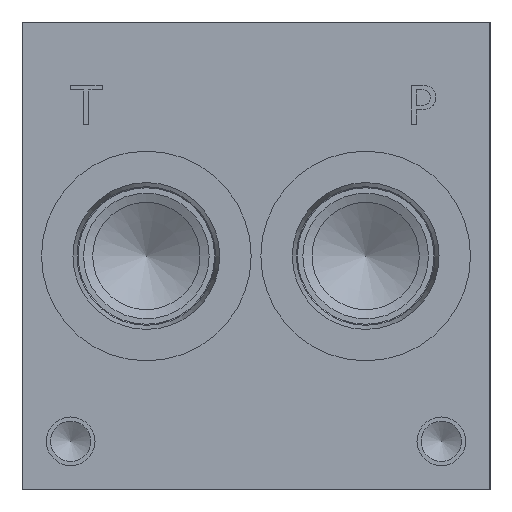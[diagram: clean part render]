
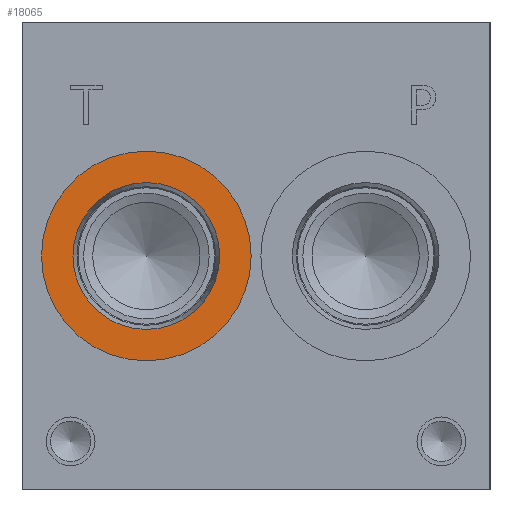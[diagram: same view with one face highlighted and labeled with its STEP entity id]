
A CAD part, left-side view. The second image highlights one B-rep face of the part: STEP entity #18065.
In plain terms, the highlighted planar face has unit normal (-1, 0, 0).
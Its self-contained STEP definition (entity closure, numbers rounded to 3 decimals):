
#388=CIRCLE('',#18920,17.069);
#389=CIRCLE('',#18921,17.069);
#390=CIRCLE('',#18923,11.951);
#391=CIRCLE('',#18924,11.951);
#950=FACE_BOUND('',#3429,.T.);
#2383=FACE_OUTER_BOUND('',#3428,.T.);
#3428=EDGE_LOOP('',(#14858,#14859));
#3429=EDGE_LOOP('',(#14860,#14861));
#8121=VERTEX_POINT('',#30511);
#8122=VERTEX_POINT('',#30513);
#8123=VERTEX_POINT('',#30517);
#8124=VERTEX_POINT('',#30518);
#10504=EDGE_CURVE('',#8121,#8122,#388,.T.);
#10505=EDGE_CURVE('',#8122,#8121,#389,.T.);
#10506=EDGE_CURVE('',#8123,#8124,#390,.T.);
#10507=EDGE_CURVE('',#8124,#8123,#391,.T.);
#14858=ORIENTED_EDGE('',*,*,#10505,.F.);
#14859=ORIENTED_EDGE('',*,*,#10504,.F.);
#14860=ORIENTED_EDGE('',*,*,#10506,.T.);
#14861=ORIENTED_EDGE('',*,*,#10507,.T.);
#16738=PLANE('',#18922);
#18065=ADVANCED_FACE('',(#2383,#950),#16738,.F.);
#18920=AXIS2_PLACEMENT_3D('',#30514,#22087,#22088);
#18921=AXIS2_PLACEMENT_3D('',#30515,#22089,#22090);
#18922=AXIS2_PLACEMENT_3D('',#30516,#22091,#22092);
#18923=AXIS2_PLACEMENT_3D('',#30519,#22093,#22094);
#18924=AXIS2_PLACEMENT_3D('',#30520,#22095,#22096);
#22087=DIRECTION('center_axis',(1.,0.,0.));
#22088=DIRECTION('ref_axis',(0.,0.,-1.));
#22089=DIRECTION('center_axis',(1.,0.,0.));
#22090=DIRECTION('ref_axis',(0.,0.,-1.));
#22091=DIRECTION('center_axis',(1.,0.,0.));
#22092=DIRECTION('ref_axis',(0.,0.,-1.));
#22093=DIRECTION('center_axis',(1.,0.,0.));
#22094=DIRECTION('ref_axis',(0.,0.,-1.));
#22095=DIRECTION('center_axis',(1.,0.,0.));
#22096=DIRECTION('ref_axis',(0.,0.,-1.));
#30511=CARTESIAN_POINT('',(0.787,55.956,21.031));
#30513=CARTESIAN_POINT('',(0.787,55.956,55.169));
#30514=CARTESIAN_POINT('Origin',(0.787,55.956,38.1));
#30515=CARTESIAN_POINT('Origin',(0.787,55.956,38.1));
#30516=CARTESIAN_POINT('Origin',(0.787,55.956,50.051));
#30517=CARTESIAN_POINT('',(0.787,55.956,50.051));
#30518=CARTESIAN_POINT('',(0.787,55.956,26.149));
#30519=CARTESIAN_POINT('Origin',(0.787,55.956,38.1));
#30520=CARTESIAN_POINT('Origin',(0.787,55.956,38.1));
